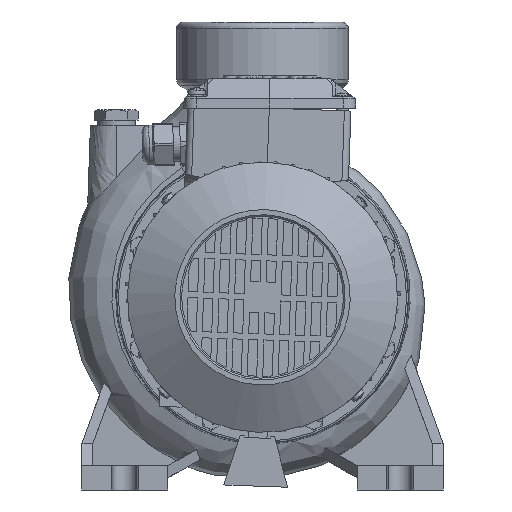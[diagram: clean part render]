
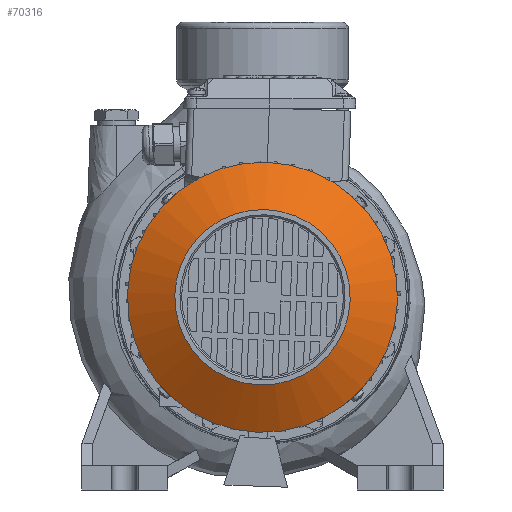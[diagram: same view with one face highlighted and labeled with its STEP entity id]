
A CAD part, left-side view. The second image highlights one B-rep face of the part: STEP entity #70316.
In plain terms, the highlighted free-form (B-spline) face has degree [2, 1] with [9, 2] control points.
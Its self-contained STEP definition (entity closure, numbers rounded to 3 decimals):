
#70245=CARTESIAN_POINT('',(-383.,-1.827,162.967));
#70246=CARTESIAN_POINT('',(-383.,-52.794,161.141));
#70247=CARTESIAN_POINT('',(-383.,-50.967,110.173));
#70248=CARTESIAN_POINT('',(-383.,-49.141,59.206));
#70249=CARTESIAN_POINT('',(-383.,1.827,61.033));
#70250=CARTESIAN_POINT('',(-383.,52.794,62.86));
#70251=CARTESIAN_POINT('',(-383.,50.967,113.827));
#70252=CARTESIAN_POINT('',(-383.,49.141,164.794));
#70253=CARTESIAN_POINT('',(-383.,-1.827,162.967));
#70254=CARTESIAN_POINT('',(-367.123,-2.812,190.45));
#70255=CARTESIAN_POINT('',(-367.123,-81.261,187.638));
#70256=CARTESIAN_POINT('',(-367.123,-78.45,109.188));
#70257=CARTESIAN_POINT('',(-367.123,-75.638,30.739));
#70258=CARTESIAN_POINT('',(-367.123,2.812,33.55));
#70259=CARTESIAN_POINT('',(-367.123,81.261,36.362));
#70260=CARTESIAN_POINT('',(-367.123,78.45,114.812));
#70261=CARTESIAN_POINT('',(-367.123,75.638,193.261));
#70262=CARTESIAN_POINT('',(-367.123,-2.812,190.45));
#70270=(BOUNDED_SURFACE()B_SPLINE_SURFACE(2,1,((#70245,#70254),(#70246,#70255),(#70247,#70256),(#70248,#70257),(#70249,#70258),(#70250,#70259),(#70251,#70260),(#70252,#70261),(#70253,#70262)),.UNSPECIFIED.,.T.,.F.,.U.)B_SPLINE_SURFACE_WITH_KNOTS((3,2,2,2,3),(2,2),(0.0,0.25,0.5,0.75,1.0),(0.0,31.754),.UNSPECIFIED.)GEOMETRIC_REPRESENTATION_ITEM()RATIONAL_B_SPLINE_SURFACE(((1.0,1.0),(0.707,0.707),(1.0,1.0),(0.707,0.707),(1.0,1.0),(0.707,0.707),(1.0,1.0),(0.707,0.707),(1.0,1.0)))REPRESENTATION_ITEM('')SURFACE());
#70271=CARTESIAN_POINT('',(-383.,1.827,61.033));
#70272=VERTEX_POINT('',#70271);
#70273=CARTESIAN_POINT('',(-383.,-1.827,162.967));
#70274=VERTEX_POINT('',#70273);
#70275=CARTESIAN_POINT('',(-383.,0.,112.));
#70276=DIRECTION('',(-1.0,0.,0.));
#70277=DIRECTION('',(0.,-0.036,0.999));
#70278=AXIS2_PLACEMENT_3D('',#70275,#70276,#70277);
#70279=CIRCLE('',#70278,51.);
#70280=EDGE_CURVE('',#70272,#70274,#70279,.T.);
#70281=ORIENTED_EDGE('',*,*,#70280,.F.);
#70282=CARTESIAN_POINT('',(-383.,0.,112.));
#70283=DIRECTION('',(-1.0,0.,0.));
#70284=DIRECTION('',(0.,-0.036,0.999));
#70285=AXIS2_PLACEMENT_3D('',#70282,#70283,#70284);
#70286=CIRCLE('',#70285,51.);
#70287=EDGE_CURVE('',#70274,#70272,#70286,.T.);
#70288=ORIENTED_EDGE('',*,*,#70287,.F.);
#70289=CARTESIAN_POINT('',(-367.123,-2.812,190.45));
#70290=VERTEX_POINT('',#70289);
#70291=CARTESIAN_POINT('',(-383.,-1.827,162.967));
#70292=DIRECTION('',(0.5,-0.031,0.865));
#70293=VECTOR('',#70292,31.754);
#70294=LINE('',#70291,#70293);
#70295=EDGE_CURVE('',#70274,#70290,#70294,.T.);
#70296=ORIENTED_EDGE('',*,*,#70295,.T.);
#70297=CARTESIAN_POINT('',(-367.123,2.812,33.55));
#70298=VERTEX_POINT('',#70297);
#70299=CARTESIAN_POINT('',(-367.123,0.,112.));
#70300=DIRECTION('',(-1.0,0.,0.));
#70301=DIRECTION('',(0.,-0.036,0.999));
#70302=AXIS2_PLACEMENT_3D('',#70299,#70300,#70301);
#70303=CIRCLE('',#70302,78.5);
#70304=EDGE_CURVE('',#70290,#70298,#70303,.T.);
#70305=ORIENTED_EDGE('',*,*,#70304,.T.);
#70306=CARTESIAN_POINT('',(-367.123,0.,112.));
#70307=DIRECTION('',(-1.0,0.,0.));
#70308=DIRECTION('',(0.,-0.036,0.999));
#70309=AXIS2_PLACEMENT_3D('',#70306,#70307,#70308);
#70310=CIRCLE('',#70309,78.5);
#70311=EDGE_CURVE('',#70298,#70290,#70310,.T.);
#70312=ORIENTED_EDGE('',*,*,#70311,.T.);
#70313=ORIENTED_EDGE('',*,*,#70295,.F.);
#70314=EDGE_LOOP('',(#70281,#70288,#70296,#70305,#70312,#70313));
#70315=FACE_OUTER_BOUND('',#70314,.T.);
#70316=ADVANCED_FACE('',(#70315),#70270,.T.);
